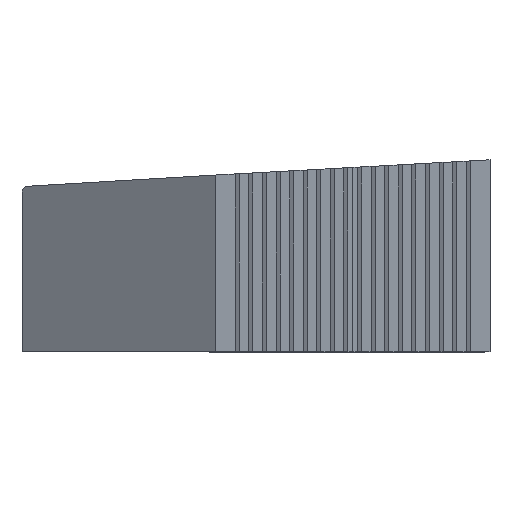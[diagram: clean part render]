
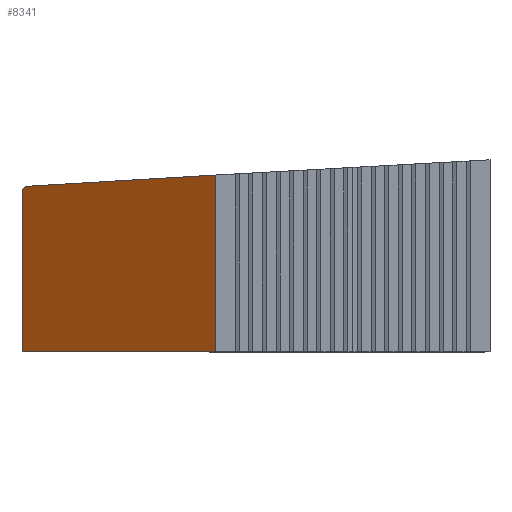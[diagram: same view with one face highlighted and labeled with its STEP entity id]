
A CAD part, top view. The second image highlights one B-rep face of the part: STEP entity #8341.
In plain terms, the highlighted planar face has unit normal (-0.609, 0, 0.793).
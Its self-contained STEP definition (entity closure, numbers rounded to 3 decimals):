
#8081 = PLANE('',#8082);
#8082 = AXIS2_PLACEMENT_3D('',#8083,#8084,#8085);
#8083 = CARTESIAN_POINT('',(5.571,-95.645,0.));
#8084 = DIRECTION('',(0.058,-0.998,0.));
#8085 = DIRECTION('',(0.,0.,-1.));
#8104 = VERTEX_POINT('',#8105);
#8105 = CARTESIAN_POINT('',(11600.526,579.684,
    4337.887));
#8118 = PLANE('',#8119);
#8119 = AXIS2_PLACEMENT_3D('',#8120,#8121,#8122);
#8120 = CARTESIAN_POINT('',(8612.481,-45.193,
    9172.593));
#8121 = DIRECTION('',(0.851,0.,0.526));
#8122 = DIRECTION('',(0.,-1.,0.));
#8129 = EDGE_CURVE('',#8104,#8130,#8132,.T.);
#8130 = VERTEX_POINT('',#8131);
#8131 = CARTESIAN_POINT('',(10981.507,543.631,
    3863.18));
#8132 = SURFACE_CURVE('',#8133,(#8137,#8143),.PCURVE_S1.);
#8133 = LINE('',#8134,#8135);
#8134 = CARTESIAN_POINT('',(-2357.281,-233.265,
    -6365.941));
#8135 = VECTOR('',#8136,1.);
#8136 = DIRECTION('',(-0.793,-0.046,-0.608
    ));
#8137 = PCURVE('',#8081,#8138);
#8138 = DEFINITIONAL_REPRESENTATION('',(#8139),#8142);
#8139 = B_SPLINE_CURVE_WITH_KNOTS('',1,(#8140,#8141),.UNSPECIFIED.,.F.,
  .F.,(2,2),(-18107.605,-16598.829),
  .PIECEWISE_BEZIER_KNOTS.);
#8140 = CARTESIAN_POINT('',(-4641.39,12011.045));
#8141 = CARTESIAN_POINT('',(-3724.229,10813.038));
#8142 = ( GEOMETRIC_REPRESENTATION_CONTEXT(2) 
PARAMETRIC_REPRESENTATION_CONTEXT() REPRESENTATION_CONTEXT('2D SPACE',''
  ) );
#8143 = PCURVE('',#8144,#8149);
#8144 = PLANE('',#8145);
#8145 = AXIS2_PLACEMENT_3D('',#8146,#8147,#8148);
#8146 = CARTESIAN_POINT('',(-6932.039,-20.197,
    -9874.187));
#8147 = DIRECTION('',(0.609,0.,-0.794));
#8148 = DIRECTION('',(0.,-1.,0.));
#8149 = DEFINITIONAL_REPRESENTATION('',(#8150),#8153);
#8150 = B_SPLINE_CURVE_WITH_KNOTS('',1,(#8151,#8152),.UNSPECIFIED.,.F.,
  .F.,(2,2),(-18107.605,-16598.829),
  .PIECEWISE_BEZIER_KNOTS.);
#8151 = CARTESIAN_POINT('',(-622.932,-23853.381));
#8152 = CARTESIAN_POINT('',(-553.274,-22346.213));
#8153 = ( GEOMETRIC_REPRESENTATION_CONTEXT(2) 
PARAMETRIC_REPRESENTATION_CONTEXT() REPRESENTATION_CONTEXT('2D SPACE',''
  ) );
#8169 = CYLINDRICAL_SURFACE('',#8170,23.);
#8170 = AXIS2_PLACEMENT_3D('',#8171,#8172,#8173);
#8171 = CARTESIAN_POINT('',(10972.624,520.074,
    3879.716));
#8172 = DIRECTION('',(0.525,0.031,-0.85)
  );
#8173 = DIRECTION('',(-0.058,0.998,
    0.));
#8201 = PLANE('',#8202);
#8202 = AXIS2_PLACEMENT_3D('',#8203,#8204,#8205);
#8203 = CARTESIAN_POINT('',(9655.324,0.,5967.381));
#8204 = DIRECTION('',(0.851,0.,0.526));
#8205 = DIRECTION('',(0.,-1.,0.));
#8227 = PLANE('',#8228);
#8228 = AXIS2_PLACEMENT_3D('',#8229,#8230,#8231);
#8229 = CARTESIAN_POINT('',(0.,0.,-7500.));
#8230 = DIRECTION('',(0.,-1.,-0.));
#8231 = DIRECTION('',(1.,0.,0.));
#8289 = EDGE_CURVE('',#8290,#8130,#8292,.T.);
#8290 = VERTEX_POINT('',#8291);
#8291 = CARTESIAN_POINT('',(10964.07,520.716,
    3849.808));
#8292 = SURFACE_CURVE('',#8293,(#8298,#8311),.PCURVE_S1.);
#8293 = ELLIPSE('',#8294,23.128,23.);
#8294 = AXIS2_PLACEMENT_3D('',#8295,#8296,#8297);
#8295 = CARTESIAN_POINT('',(10982.414,520.644,
    3863.875));
#8296 = DIRECTION('',(0.609,0.,-0.794
    ));
#8297 = DIRECTION('',(-0.759,0.292,-0.582));
#8298 = PCURVE('',#8169,#8299);
#8299 = DEFINITIONAL_REPRESENTATION('',(#8300),#8310);
#8300 = B_SPLINE_CURVE_WITH_KNOTS('',8,(#8301,#8302,#8303,#8304,#8305,
    #8306,#8307,#8308,#8309),.UNSPECIFIED.,.F.,.F.,(9,9),(5.989
    ,7.51),.PIECEWISE_BEZIER_KNOTS.);
#8301 = CARTESIAN_POINT('',(-1.521,20.954));
#8302 = CARTESIAN_POINT('',(-1.331,21.088));
#8303 = CARTESIAN_POINT('',(-1.141,21.126));
#8304 = CARTESIAN_POINT('',(-0.951,21.061));
#8305 = CARTESIAN_POINT('',(-0.761,20.892));
#8306 = CARTESIAN_POINT('',(-0.57,20.628));
#8307 = CARTESIAN_POINT('',(-0.38,20.285));
#8308 = CARTESIAN_POINT('',(-0.19,19.884));
#8309 = CARTESIAN_POINT('',(0.,19.449));
#8310 = ( GEOMETRIC_REPRESENTATION_CONTEXT(2) 
PARAMETRIC_REPRESENTATION_CONTEXT() REPRESENTATION_CONTEXT('2D SPACE',''
  ) );
#8311 = PCURVE('',#8144,#8312);
#8312 = DEFINITIONAL_REPRESENTATION('',(#8313),#8317);
#8313 = ELLIPSE('',#8314,23.128,23.);
#8314 = AXIS2_PLACEMENT_2D('',#8315,#8316);
#8315 = CARTESIAN_POINT('',(-540.841,-22575.694));
#8316 = DIRECTION('',(-0.292,0.957));
#8317 = ( GEOMETRIC_REPRESENTATION_CONTEXT(2) 
PARAMETRIC_REPRESENTATION_CONTEXT() REPRESENTATION_CONTEXT('2D SPACE',''
  ) );
#8341 = ADVANCED_FACE('',(#8342),#8144,.F.);
#8342 = FACE_BOUND('',#8343,.F.);
#8343 = EDGE_LOOP('',(#8344,#8345,#8366,#8387,#8406));
#8344 = ORIENTED_EDGE('',*,*,#8129,.F.);
#8345 = ORIENTED_EDGE('',*,*,#8346,.T.);
#8346 = EDGE_CURVE('',#8104,#8347,#8349,.T.);
#8347 = VERTEX_POINT('',#8348);
#8348 = CARTESIAN_POINT('',(11600.526,0.,4337.887));
#8349 = SURFACE_CURVE('',#8350,(#8354,#8360),.PCURVE_S1.);
#8350 = LINE('',#8351,#8352);
#8351 = CARTESIAN_POINT('',(11600.526,-32.695,
    4337.887));
#8352 = VECTOR('',#8353,1.);
#8353 = DIRECTION('',(0.,-1.,0.));
#8354 = PCURVE('',#8144,#8355);
#8355 = DEFINITIONAL_REPRESENTATION('',(#8356),#8359);
#8356 = B_SPLINE_CURVE_WITH_KNOTS('',1,(#8357,#8358),.UNSPECIFIED.,.F.,
  .F.,(2,2),(-723.158,600.62),.PIECEWISE_BEZIER_KNOTS.);
#8357 = CARTESIAN_POINT('',(-710.66,-23354.635));
#8358 = CARTESIAN_POINT('',(613.118,-23354.635));
#8359 = ( GEOMETRIC_REPRESENTATION_CONTEXT(2) 
PARAMETRIC_REPRESENTATION_CONTEXT() REPRESENTATION_CONTEXT('2D SPACE',''
  ) );
#8360 = PCURVE('',#8118,#8361);
#8361 = DEFINITIONAL_REPRESENTATION('',(#8362),#8365);
#8362 = B_SPLINE_CURVE_WITH_KNOTS('',1,(#8363,#8364),.UNSPECIFIED.,.F.,
  .F.,(2,2),(-723.158,600.62),.PIECEWISE_BEZIER_KNOTS.);
#8363 = CARTESIAN_POINT('',(-735.656,5683.555));
#8364 = CARTESIAN_POINT('',(588.122,5683.555));
#8365 = ( GEOMETRIC_REPRESENTATION_CONTEXT(2) 
PARAMETRIC_REPRESENTATION_CONTEXT() REPRESENTATION_CONTEXT('2D SPACE',''
  ) );
#8366 = ORIENTED_EDGE('',*,*,#8367,.T.);
#8367 = EDGE_CURVE('',#8347,#8368,#8370,.T.);
#8368 = VERTEX_POINT('',#8369);
#8369 = CARTESIAN_POINT('',(10964.07,0.,3849.808));
#8370 = SURFACE_CURVE('',#8371,(#8375,#8381),.PCURVE_S1.);
#8371 = LINE('',#8372,#8373);
#8372 = CARTESIAN_POINT('',(-4176.297,0.,
    -7760.89));
#8373 = VECTOR('',#8374,1.);
#8374 = DIRECTION('',(-0.794,0.,-0.609));
#8375 = PCURVE('',#8144,#8376);
#8376 = DEFINITIONAL_REPRESENTATION('',(#8377),#8380);
#8377 = B_SPLINE_CURVE_WITH_KNOTS('',1,(#8378,#8379),.UNSPECIFIED.,.F.,
  .F.,(2,2),(-19962.07,-18999.601),
  .PIECEWISE_BEZIER_KNOTS.);
#8378 = CARTESIAN_POINT('',(-20.197,-23434.841));
#8379 = CARTESIAN_POINT('',(-20.197,-22472.372));
#8380 = ( GEOMETRIC_REPRESENTATION_CONTEXT(2) 
PARAMETRIC_REPRESENTATION_CONTEXT() REPRESENTATION_CONTEXT('2D SPACE',''
  ) );
#8381 = PCURVE('',#8227,#8382);
#8382 = DEFINITIONAL_REPRESENTATION('',(#8383),#8386);
#8383 = B_SPLINE_CURVE_WITH_KNOTS('',1,(#8384,#8385),.UNSPECIFIED.,.F.,
  .F.,(2,2),(-19962.07,-18999.601),
  .PIECEWISE_BEZIER_KNOTS.);
#8384 = CARTESIAN_POINT('',(11664.171,11886.695));
#8385 = CARTESIAN_POINT('',(10900.424,11301.));
#8386 = ( GEOMETRIC_REPRESENTATION_CONTEXT(2) 
PARAMETRIC_REPRESENTATION_CONTEXT() REPRESENTATION_CONTEXT('2D SPACE',''
  ) );
#8387 = ORIENTED_EDGE('',*,*,#8388,.F.);
#8388 = EDGE_CURVE('',#8290,#8368,#8389,.T.);
#8389 = SURFACE_CURVE('',#8390,(#8394,#8400),.PCURVE_S1.);
#8390 = LINE('',#8391,#8392);
#8391 = CARTESIAN_POINT('',(10964.07,-10.098,
    3849.808));
#8392 = VECTOR('',#8393,1.);
#8393 = DIRECTION('',(0.,-1.,0.));
#8394 = PCURVE('',#8144,#8395);
#8395 = DEFINITIONAL_REPRESENTATION('',(#8396),#8399);
#8396 = B_SPLINE_CURVE_WITH_KNOTS('',1,(#8397,#8398),.UNSPECIFIED.,.F.,
  .F.,(2,2),(-686.179,596.818),.PIECEWISE_BEZIER_KNOTS.);
#8397 = CARTESIAN_POINT('',(-696.277,-22552.577));
#8398 = CARTESIAN_POINT('',(586.72,-22552.577));
#8399 = ( GEOMETRIC_REPRESENTATION_CONTEXT(2) 
PARAMETRIC_REPRESENTATION_CONTEXT() REPRESENTATION_CONTEXT('2D SPACE',''
  ) );
#8400 = PCURVE('',#8201,#8401);
#8401 = DEFINITIONAL_REPRESENTATION('',(#8402),#8405);
#8402 = B_SPLINE_CURVE_WITH_KNOTS('',1,(#8403,#8404),.UNSPECIFIED.,.F.,
  .F.,(2,2),(-686.179,596.818),.PIECEWISE_BEZIER_KNOTS.);
#8403 = CARTESIAN_POINT('',(-676.08,2489.364));
#8404 = CARTESIAN_POINT('',(606.916,2489.364));
#8405 = ( GEOMETRIC_REPRESENTATION_CONTEXT(2) 
PARAMETRIC_REPRESENTATION_CONTEXT() REPRESENTATION_CONTEXT('2D SPACE',''
  ) );
#8406 = ORIENTED_EDGE('',*,*,#8289,.T.);
